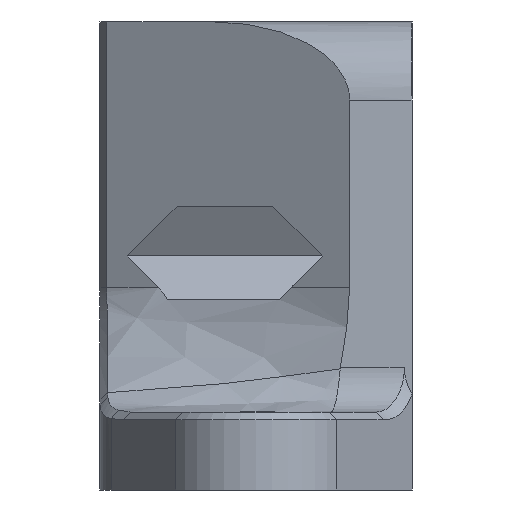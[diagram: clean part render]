
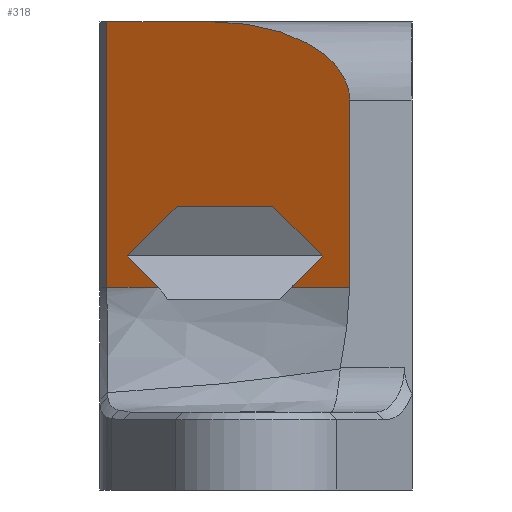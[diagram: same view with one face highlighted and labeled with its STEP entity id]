
A CAD part, left-side view. The second image highlights one B-rep face of the part: STEP entity #318.
In plain terms, the highlighted planar face has unit normal (-0.866, 0.5, 0).
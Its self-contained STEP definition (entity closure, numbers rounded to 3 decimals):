
#318=ADVANCED_FACE('',(#632),#634,.F.);
#632=FACE_BOUND('',#633,.T.);
#633=EDGE_LOOP('',(#2096,#2097,#2098,#2099,#2100,#2101,#2102,#2103,#2104,#2105,#2106));
#634=PLANE('',#635);
#635=AXIS2_PLACEMENT_3D('',#636,#637,#638);
#636=CARTESIAN_POINT('',(-25.,4.,-2.));
#637=DIRECTION('',(0.866,-0.5,0.));
#638=DIRECTION('',(0.5,0.866,0.));
#2096=ORIENTED_EDGE('',*,*,#2821,.T.);
#2097=ORIENTED_EDGE('',*,*,#2822,.F.);
#2098=ORIENTED_EDGE('',*,*,#2823,.F.);
#2099=ORIENTED_EDGE('',*,*,#2824,.F.);
#2100=ORIENTED_EDGE('',*,*,#2825,.F.);
#2101=ORIENTED_EDGE('',*,*,#2826,.F.);
#2102=ORIENTED_EDGE('',*,*,#2827,.T.);
#2103=ORIENTED_EDGE('',*,*,#2828,.T.);
#2104=ORIENTED_EDGE('',*,*,#2829,.T.);
#2105=ORIENTED_EDGE('',*,*,#2739,.T.);
#2106=ORIENTED_EDGE('',*,*,#2820,.F.);
#2739=EDGE_CURVE('',#3149,#3147,#3150,.T.);
#2820=EDGE_CURVE('',#3293,#3147,#3295,.T.);
#2821=EDGE_CURVE('',#3293,#3296,#3297,.F.);
#2822=EDGE_CURVE('',#3298,#3296,#3299,.F.);
#2823=EDGE_CURVE('',#3300,#3298,#3301,.F.);
#2824=EDGE_CURVE('',#3302,#3300,#3303,.F.);
#2825=EDGE_CURVE('',#3304,#3302,#3305,.F.);
#2826=EDGE_CURVE('',#3306,#3304,#3307,.F.);
#2827=EDGE_CURVE('',#3306,#3308,#3309,.F.);
#2828=EDGE_CURVE('',#3308,#3310,#3311,.T.);
#2829=EDGE_CURVE('',#3310,#3149,#3312,.F.);
#3147=VERTEX_POINT('',#3847);
#3149=VERTEX_POINT('',#3851);
#3150=LINE('',#3852,#3853);
#3293=VERTEX_POINT('',#4291);
#3295=LINE('',#4295,#4296);
#3296=VERTEX_POINT('',#4298);
#3297=LINE('',#4299,#4300);
#3298=VERTEX_POINT('',#4302);
#3299=LINE('',#4303,#4304);
#3300=VERTEX_POINT('',#4306);
#3301=LINE('',#4307,#4308);
#3302=VERTEX_POINT('',#4310);
#3303=LINE('',#4311,#4312);
#3304=VERTEX_POINT('',#4314);
#3305=LINE('',#4315,#4316);
#3306=VERTEX_POINT('',#4318);
#3307=LINE('',#4319,#4320);
#3308=VERTEX_POINT('',#4322);
#3309=LINE('',#4323,#4324);
#3310=VERTEX_POINT('',#4326);
#3311=LINE('',#4327,#4328);
#3312=(BOUNDED_CURVE()B_SPLINE_CURVE(3,
(#4330,#4331,#4332,#4333),
.UNSPECIFIED.,.F.,.F.)B_SPLINE_CURVE_WITH_KNOTS((4,4),
(0.,1.),
.UNSPECIFIED.)CURVE()GEOMETRIC_REPRESENTATION_ITEM()RATIONAL_B_SPLINE_CURVE((1.,
0.805,0.805,1.))REPRESENTATION_ITEM(''));
#3847=CARTESIAN_POINT('',(-16.012,19.567,15.));
#3851=CARTESIAN_POINT('',(-20.,12.66,15.));
#3852=CARTESIAN_POINT('',(-20.,12.66,15.));
#3853=VECTOR('',#3854,1.);
#3854=DIRECTION('',(0.5,0.866,0.));
#4291=CARTESIAN_POINT('',(-16.012,19.567,-2.));
#4295=CARTESIAN_POINT('',(-16.012,19.567,-2.));
#4296=VECTOR('',#4297,1.);
#4297=DIRECTION('',(0.,0.,1.));
#4298=CARTESIAN_POINT('',(-17.922,16.26,-2.));
#4299=CARTESIAN_POINT('',(-17.922,16.26,-2.));
#4300=VECTOR('',#4301,1.);
#4301=DIRECTION('',(0.5,0.866,0.));
#4302=CARTESIAN_POINT('',(-16.767,18.26,0.));
#4303=CARTESIAN_POINT('',(-17.922,16.26,-2.));
#4304=VECTOR('',#4305,1.);
#4305=DIRECTION('',(0.378,0.655,0.655));
#4306=CARTESIAN_POINT('',(-18.614,15.06,3.2));
#4307=CARTESIAN_POINT('',(-16.767,18.26,0.));
#4308=VECTOR('',#4309,1.);
#4309=DIRECTION('',(-0.378,-0.655,0.655));
#4310=CARTESIAN_POINT('',(-22.149,8.937,3.2));
#4311=CARTESIAN_POINT('',(-18.614,15.06,3.2));
#4312=VECTOR('',#4313,1.);
#4313=DIRECTION('',(-0.5,-0.866,0.));
#4314=CARTESIAN_POINT('',(-23.997,5.737,0.));
#4315=CARTESIAN_POINT('',(-22.149,8.937,3.2));
#4316=VECTOR('',#4317,1.);
#4317=DIRECTION('',(-0.378,-0.655,-0.655));
#4318=CARTESIAN_POINT('',(-22.842,7.737,-2.));
#4319=CARTESIAN_POINT('',(-23.997,5.737,0.));
#4320=VECTOR('',#4321,1.);
#4321=DIRECTION('',(0.378,0.655,-0.655));
#4322=CARTESIAN_POINT('',(-25.,4.,-2.));
#4323=CARTESIAN_POINT('',(-25.,4.,-2.));
#4324=VECTOR('',#4325,1.);
#4325=DIRECTION('',(0.5,0.866,0.));
#4326=CARTESIAN_POINT('',(-25.,4.,10.));
#4327=CARTESIAN_POINT('',(-25.,4.,-2.));
#4328=VECTOR('',#4329,1.);
#4329=DIRECTION('',(0.,0.,1.));
#4330=CARTESIAN_POINT('',(-20.,12.66,15.));
#4331=CARTESIAN_POINT('',(-22.929,7.587,15.));
#4332=CARTESIAN_POINT('',(-25.,4.,12.929));
#4333=CARTESIAN_POINT('',(-25.,4.,10.));
